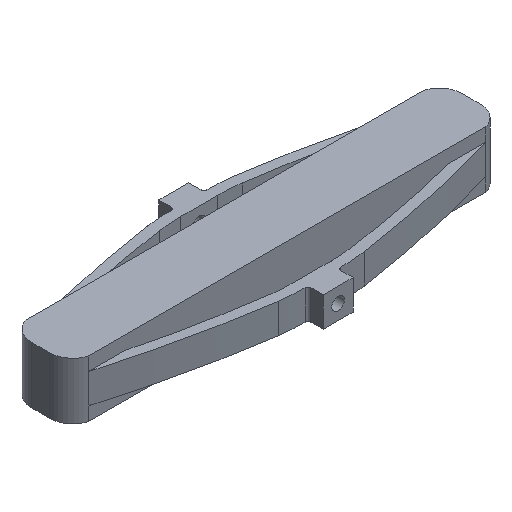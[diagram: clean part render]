
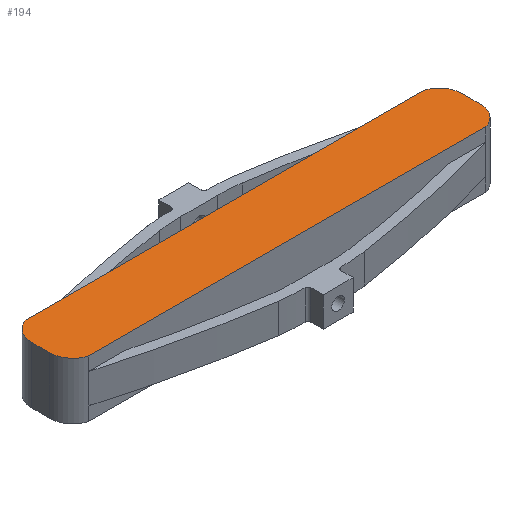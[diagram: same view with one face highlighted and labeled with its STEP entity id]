
A CAD part, isometric view. The second image highlights one B-rep face of the part: STEP entity #194.
In plain terms, the highlighted planar face has unit normal (0, 0, 1).
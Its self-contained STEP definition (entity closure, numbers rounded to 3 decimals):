
#70 = ORIENTED_EDGE ( 'NONE', *, *, #329, .T. ) ;
#71 = EDGE_LOOP ( 'NONE', ( #886, #70, #418, #814, #745, #1064, #900, #391 ) ) ;
#95 = CARTESIAN_POINT ( 'NONE',  ( -64.241, -3., 9.5 ) ) ;
#145 = CARTESIAN_POINT ( 'NONE',  ( 72.066, -3., 9.5 ) ) ;
#180 = CARTESIAN_POINT ( 'NONE',  ( 66.437, -10.51, 9.5 ) ) ;
#184 = EDGE_CURVE ( 'NONE', #885, #1053, #373, .T. ) ;
#193 = CARTESIAN_POINT ( 'NONE',  ( -64.241, 3., 9.5 ) ) ;
#194 = ADVANCED_FACE ( 'NONE', ( #1163 ), #528, .T. ) ;
#195 = LINE ( 'NONE', #716, #375 ) ;
#230 = CARTESIAN_POINT ( 'NONE',  ( -66.437, 10.51, 9.5 ) ) ;
#237 = VERTEX_POINT ( 'NONE', #1304 ) ;
#253 = CARTESIAN_POINT ( 'NONE',  ( -72.066, 3., 9.5 ) ) ;
#324 = DIRECTION ( 'NONE',  ( 1., 0., 0. ) ) ;
#329 = EDGE_CURVE ( 'NONE', #682, #1551, #195, .T. ) ;
#346 = AXIS2_PLACEMENT_3D ( 'NONE', #439, #662, #646 ) ;
#349 = AXIS2_PLACEMENT_3D ( 'NONE', #568, #1069, #1080 ) ;
#373 = CIRCLE ( 'NONE', #346, 7.825 ) ;
#375 = VECTOR ( 'NONE', #821, 1000. ) ;
#390 = EDGE_CURVE ( 'NONE', #824, #237, #532, .T. ) ;
#391 = ORIENTED_EDGE ( 'NONE', *, *, #435, .T. ) ;
#418 = ORIENTED_EDGE ( 'NONE', *, *, #1546, .T. ) ;
#435 = EDGE_CURVE ( 'NONE', #237, #556, #1448, .T. ) ;
#438 = CARTESIAN_POINT ( 'NONE',  ( -66.437, -10.51, 9.5 ) ) ;
#439 = CARTESIAN_POINT ( 'NONE',  ( 64.241, -3., 9.5 ) ) ;
#453 = VECTOR ( 'NONE', #808, 1000. ) ;
#487 = CARTESIAN_POINT ( 'NONE',  ( -66.437, -10.51, 9.5 ) ) ;
#515 = EDGE_CURVE ( 'NONE', #1392, #885, #590, .T. ) ;
#528 = PLANE ( 'NONE',  #555 ) ;
#532 = CIRCLE ( 'NONE', #349, 7.825 ) ;
#537 = DIRECTION ( 'NONE',  ( 0., 0., 1. ) ) ;
#555 = AXIS2_PLACEMENT_3D ( 'NONE', #1298, #537, #1170 ) ;
#556 = VERTEX_POINT ( 'NONE', #955 ) ;
#568 = CARTESIAN_POINT ( 'NONE',  ( 64.241, 3., 9.5 ) ) ;
#585 = CARTESIAN_POINT ( 'NONE',  ( -72.066, -3., 9.5 ) ) ;
#590 = LINE ( 'NONE', #487, #1363 ) ;
#646 = DIRECTION ( 'NONE',  ( 1., 0., 0. ) ) ;
#662 = DIRECTION ( 'NONE',  ( 0., 0., 1. ) ) ;
#682 = VERTEX_POINT ( 'NONE', #253 ) ;
#716 = CARTESIAN_POINT ( 'NONE',  ( -72.066, -3., 9.5 ) ) ;
#731 = VECTOR ( 'NONE', #1062, 1000. ) ;
#745 = ORIENTED_EDGE ( 'NONE', *, *, #184, .T. ) ;
#808 = DIRECTION ( 'NONE',  ( 0., 1., 0. ) ) ;
#814 = ORIENTED_EDGE ( 'NONE', *, *, #515, .T. ) ;
#815 = AXIS2_PLACEMENT_3D ( 'NONE', #95, #1223, #1305 ) ;
#821 = DIRECTION ( 'NONE',  ( 0., -1., 0. ) ) ;
#824 = VERTEX_POINT ( 'NONE', #1026 ) ;
#885 = VERTEX_POINT ( 'NONE', #180 ) ;
#886 = ORIENTED_EDGE ( 'NONE', *, *, #1406, .T. ) ;
#900 = ORIENTED_EDGE ( 'NONE', *, *, #390, .T. ) ;
#955 = CARTESIAN_POINT ( 'NONE',  ( -66.437, 10.51, 9.5 ) ) ;
#999 = AXIS2_PLACEMENT_3D ( 'NONE', #193, #1432, #1467 ) ;
#1026 = CARTESIAN_POINT ( 'NONE',  ( 72.066, 3., 9.5 ) ) ;
#1053 = VERTEX_POINT ( 'NONE', #145 ) ;
#1062 = DIRECTION ( 'NONE',  ( -1., 0., 0. ) ) ;
#1064 = ORIENTED_EDGE ( 'NONE', *, *, #1342, .T. ) ;
#1069 = DIRECTION ( 'NONE',  ( 0., 0., 1. ) ) ;
#1080 = DIRECTION ( 'NONE',  ( 1., 0., 0. ) ) ;
#1163 = FACE_OUTER_BOUND ( 'NONE', #71, .T. ) ;
#1170 = DIRECTION ( 'NONE',  ( 1., 0., 0. ) ) ;
#1203 = CARTESIAN_POINT ( 'NONE',  ( 72.066, -3., 9.5 ) ) ;
#1216 = LINE ( 'NONE', #1203, #453 ) ;
#1223 = DIRECTION ( 'NONE',  ( 0., 0., 1. ) ) ;
#1298 = CARTESIAN_POINT ( 'NONE',  ( -64.241, 3., 9.5 ) ) ;
#1304 = CARTESIAN_POINT ( 'NONE',  ( 66.437, 10.51, 9.5 ) ) ;
#1305 = DIRECTION ( 'NONE',  ( 1., 0., 0. ) ) ;
#1342 = EDGE_CURVE ( 'NONE', #1053, #824, #1216, .T. ) ;
#1363 = VECTOR ( 'NONE', #324, 1000. ) ;
#1392 = VERTEX_POINT ( 'NONE', #438 ) ;
#1406 = EDGE_CURVE ( 'NONE', #556, #682, #1565, .T. ) ;
#1432 = DIRECTION ( 'NONE',  ( 0., 0., 1. ) ) ;
#1448 = LINE ( 'NONE', #230, #731 ) ;
#1467 = DIRECTION ( 'NONE',  ( 1., 0., 0. ) ) ;
#1539 = CIRCLE ( 'NONE', #815, 7.825 ) ;
#1546 = EDGE_CURVE ( 'NONE', #1551, #1392, #1539, .T. ) ;
#1551 = VERTEX_POINT ( 'NONE', #585 ) ;
#1565 = CIRCLE ( 'NONE', #999, 7.825 ) ;
